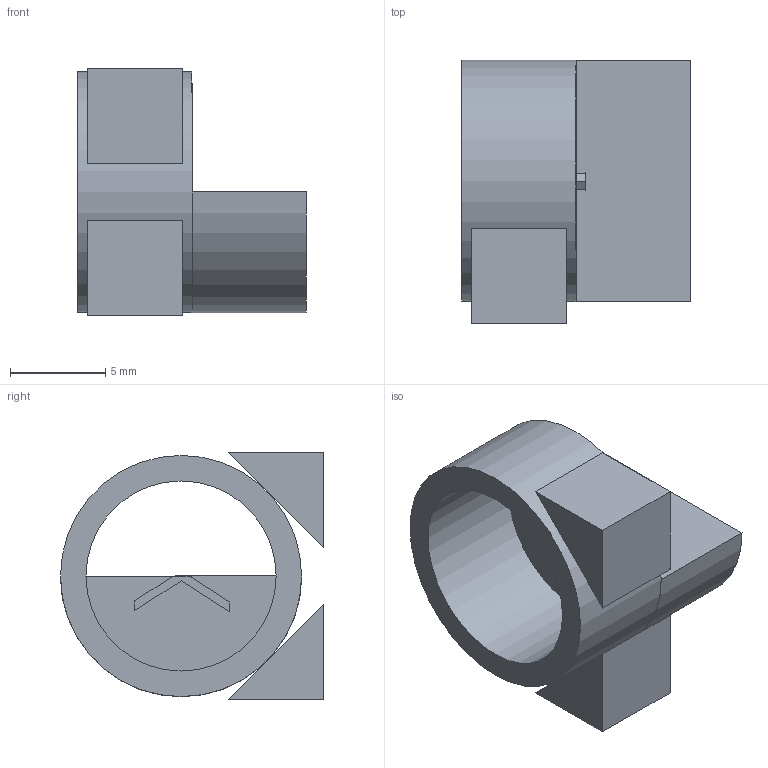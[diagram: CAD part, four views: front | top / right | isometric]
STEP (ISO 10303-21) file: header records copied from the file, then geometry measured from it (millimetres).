
FILE_DESCRIPTION(('FreeCAD Model'),'2;1');
FILE_NAME('Open CASCADE Shape Model','2025-08-08T13:54:54',(''),(''), 'Open CASCADE STEP processor 7.8','FreeCAD','Unknown');
FILE_SCHEMA(('AUTOMOTIVE_DESIGN { 1 0 10303 214 1 1 1 1 }'));
Length unit declared in the file: millimetre
Products named in the file (5): Unnamed; Mirror6mmPrismAssembly; 5mmPrism; Cut; Ring
Assembly tree (5 placements, depth 3):
  Unnamed
    Mirror6mmPrismAssembly
      5mmPrism  x2
      Cut
    Ring
Bounding box: 12 x 13.85 x 12.96 mm (x, y, z)
Volume: 790.4 mm3; surface area: 1071.9 mm2
Topology: 4 solids, 4 shells, 25 faces, 53 edges, 36 vertices
Faces by surface type: plane 22, cylinder 3
Full cylindrical faces by diameter (mm): 10 x1, 12.681 x1
Entity records: 708 total; most frequent: DIRECTION 104, CARTESIAN_POINT 100, ORIENTED_EDGE 88, EDGE_CURVE 44, LINE 36, VECTOR 36, AXIS2_PLACEMENT_3D 34, VERTEX_POINT 30
